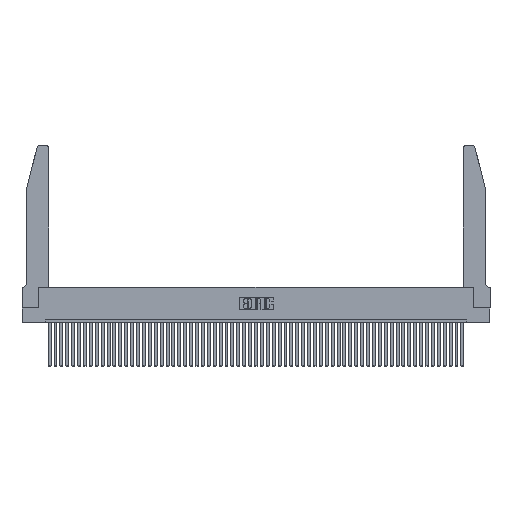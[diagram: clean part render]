
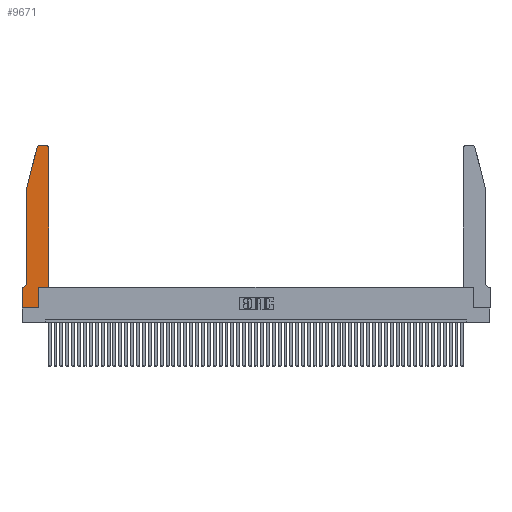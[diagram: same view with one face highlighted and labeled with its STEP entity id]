
A CAD part, top view. The second image highlights one B-rep face of the part: STEP entity #9671.
In plain terms, the highlighted planar face has unit normal (0, 0, 1).
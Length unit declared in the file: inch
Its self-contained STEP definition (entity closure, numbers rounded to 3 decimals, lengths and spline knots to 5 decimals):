
#394 = ORIENTED_EDGE ( 'NONE', *, *, #42743, .T. ) ;
#599 = VECTOR ( 'NONE', #7799, 39.37008 ) ;
#2243 = CARTESIAN_POINT ( 'NONE',  ( 0.25487, 2.72718, 0.37 ) ) ;
#2477 = CARTESIAN_POINT ( 'NONE',  ( 0.0755, 2., 0.37 ) ) ;
#2565 = VERTEX_POINT ( 'NONE', #25927 ) ;
#2696 = CARTESIAN_POINT ( 'NONE',  ( 0.4505, 0.35, 0.37 ) ) ;
#2828 = DIRECTION ( 'NONE',  ( 0., 0., 1. ) ) ;
#2896 = DIRECTION ( 'NONE',  ( 0., -1., 0. ) ) ;
#3478 = CARTESIAN_POINT ( 'NONE',  ( 0.4205, 2.72, 0.37 ) ) ;
#4109 = LINE ( 'NONE', #50201, #34658 ) ;
#4686 = AXIS2_PLACEMENT_3D ( 'NONE', #6478, #2828, #33145 ) ;
#4803 = CIRCLE ( 'NONE', #53996, 0.03 ) ;
#5206 = LINE ( 'NONE', #32739, #599 ) ;
#5433 = ORIENTED_EDGE ( 'NONE', *, *, #37358, .T. ) ;
#6478 = CARTESIAN_POINT ( 'NONE',  ( 0., 0.35, 0.37 ) ) ;
#7542 = CARTESIAN_POINT ( 'NONE',  ( 0.4505, 0.35, 0.37 ) ) ;
#7737 = DIRECTION ( 'NONE',  ( 1., 0., 0. ) ) ;
#7799 = DIRECTION ( 'NONE',  ( 0., 1., 0. ) ) ;
#9545 = VERTEX_POINT ( 'NONE', #19882 ) ;
#9671 = ADVANCED_FACE ( 'NONE', ( #14137 ), #19469, .T. ) ;
#10448 = ORIENTED_EDGE ( 'NONE', *, *, #40150, .T. ) ;
#11280 = DIRECTION ( 'NONE',  ( -1., 0., 0. ) ) ;
#11895 = DIRECTION ( 'NONE',  ( 0., 1., 0. ) ) ;
#12104 = LINE ( 'NONE', #30876, #25754 ) ;
#12640 = DIRECTION ( 'NONE',  ( -1., 0., 0. ) ) ;
#12821 = LINE ( 'NONE', #53378, #13382 ) ;
#12908 = ORIENTED_EDGE ( 'NONE', *, *, #15373, .T. ) ;
#13053 = CARTESIAN_POINT ( 'NONE',  ( 0.4205, 2.75, 0.37 ) ) ;
#13382 = VECTOR ( 'NONE', #28395, 39.37008 ) ;
#13914 = VECTOR ( 'NONE', #11895, 39.37008 ) ;
#14137 = FACE_OUTER_BOUND ( 'NONE', #25429, .T. ) ;
#14586 = VERTEX_POINT ( 'NONE', #27177 ) ;
#15372 = LINE ( 'NONE', #2696, #13914 ) ;
#15373 = EDGE_CURVE ( 'NONE', #49183, #32921, #36989, .T. ) ;
#15509 = VECTOR ( 'NONE', #11280, 39.37008 ) ;
#16317 = EDGE_CURVE ( 'NONE', #32921, #9545, #12104, .T. ) ;
#16950 = AXIS2_PLACEMENT_3D ( 'NONE', #3478, #36678, #45050 ) ;
#17773 = CARTESIAN_POINT ( 'NONE',  ( 0.284, 2.75, 0.37 ) ) ;
#19469 = PLANE ( 'NONE',  #4686 ) ;
#19781 = VERTEX_POINT ( 'NONE', #2243 ) ;
#19882 = CARTESIAN_POINT ( 'NONE',  ( 0., 0., 0.37 ) ) ;
#20086 = ORIENTED_EDGE ( 'NONE', *, *, #16317, .T. ) ;
#21144 = EDGE_CURVE ( 'NONE', #14586, #41645, #40719, .T. ) ;
#21243 = CIRCLE ( 'NONE', #16950, 0.03 ) ;
#21651 = ORIENTED_EDGE ( 'NONE', *, *, #42845, .T. ) ;
#22034 = DIRECTION ( 'NONE',  ( 1., 0., 0. ) ) ;
#22534 = ORIENTED_EDGE ( 'NONE', *, *, #21144, .T. ) ;
#24487 = CARTESIAN_POINT ( 'NONE',  ( 0., 0., 0.37 ) ) ;
#24519 = VECTOR ( 'NONE', #7737, 39.37008 ) ;
#25429 = EDGE_LOOP ( 'NONE', ( #33285, #10448, #26656, #394, #33874, #12908, #20086, #5433, #40361, #22534, #34357, #21651 ) ) ;
#25754 = VECTOR ( 'NONE', #43052, 39.37008 ) ;
#25790 = VERTEX_POINT ( 'NONE', #43517 ) ;
#25927 = CARTESIAN_POINT ( 'NONE',  ( 0.0755, 2., 0.37 ) ) ;
#26656 = ORIENTED_EDGE ( 'NONE', *, *, #49992, .T. ) ;
#27177 = CARTESIAN_POINT ( 'NONE',  ( 0.2865, 0.35, 0.37 ) ) ;
#27481 = CARTESIAN_POINT ( 'NONE',  ( 0.0755, 0.35, 0.37 ) ) ;
#28395 = DIRECTION ( 'NONE',  ( -0.239, -0.971, 0. ) ) ;
#30127 = VERTEX_POINT ( 'NONE', #17773 ) ;
#30426 = CARTESIAN_POINT ( 'NONE',  ( 0.284, 2.72, 0.37 ) ) ;
#30876 = CARTESIAN_POINT ( 'NONE',  ( 0., 0., 0.37 ) ) ;
#32739 = CARTESIAN_POINT ( 'NONE',  ( 0.2865, 0.35, 0.37 ) ) ;
#32921 = VERTEX_POINT ( 'NONE', #42615 ) ;
#33145 = DIRECTION ( 'NONE',  ( 1., 0., 0. ) ) ;
#33285 = ORIENTED_EDGE ( 'NONE', *, *, #51740, .T. ) ;
#33874 = ORIENTED_EDGE ( 'NONE', *, *, #47595, .T. ) ;
#34357 = ORIENTED_EDGE ( 'NONE', *, *, #42835, .T. ) ;
#34658 = VECTOR ( 'NONE', #12640, 39.37008 ) ;
#35223 = LINE ( 'NONE', #2477, #38425 ) ;
#36678 = DIRECTION ( 'NONE',  ( 0., 0., 1. ) ) ;
#36956 = CARTESIAN_POINT ( 'NONE',  ( 0.0055, 0.42, 0.37 ) ) ;
#36989 = LINE ( 'NONE', #27481, #15509 ) ;
#37358 = EDGE_CURVE ( 'NONE', #9545, #48624, #46264, .T. ) ;
#37845 = CARTESIAN_POINT ( 'NONE',  ( 0.0055, 0.35, 0.37 ) ) ;
#38368 = CIRCLE ( 'NONE', #47449, 0.07 ) ;
#38425 = VECTOR ( 'NONE', #2896, 39.37008 ) ;
#40150 = EDGE_CURVE ( 'NONE', #30127, #19781, #4803, .T. ) ;
#40361 = ORIENTED_EDGE ( 'NONE', *, *, #42278, .T. ) ;
#40719 = LINE ( 'NONE', #7542, #24519 ) ;
#41041 = VERTEX_POINT ( 'NONE', #51678 ) ;
#41185 = DIRECTION ( 'NONE',  ( 1., 0., 0. ) ) ;
#41645 = VERTEX_POINT ( 'NONE', #50921 ) ;
#42278 = EDGE_CURVE ( 'NONE', #48624, #14586, #5206, .T. ) ;
#42615 = CARTESIAN_POINT ( 'NONE',  ( 0., 0.35, 0.37 ) ) ;
#42743 = EDGE_CURVE ( 'NONE', #2565, #41041, #35223, .T. ) ;
#42835 = EDGE_CURVE ( 'NONE', #41645, #25790, #15372, .T. ) ;
#42845 = EDGE_CURVE ( 'NONE', #25790, #53172, #21243, .T. ) ;
#43052 = DIRECTION ( 'NONE',  ( 0., -1., 0. ) ) ;
#43517 = CARTESIAN_POINT ( 'NONE',  ( 0.4505, 2.72, 0.37 ) ) ;
#45050 = DIRECTION ( 'NONE',  ( 1., 0., 0. ) ) ;
#45355 = DIRECTION ( 'NONE',  ( 0., 0., -1. ) ) ;
#45682 = VECTOR ( 'NONE', #41185, 39.37008 ) ;
#46264 = LINE ( 'NONE', #24487, #45682 ) ;
#46635 = CARTESIAN_POINT ( 'NONE',  ( 0.2865, 0., 0.37 ) ) ;
#47005 = DIRECTION ( 'NONE',  ( 0., 0., 1. ) ) ;
#47449 = AXIS2_PLACEMENT_3D ( 'NONE', #36956, #45355, #53414 ) ;
#47595 = EDGE_CURVE ( 'NONE', #41041, #49183, #38368, .T. ) ;
#48624 = VERTEX_POINT ( 'NONE', #46635 ) ;
#49183 = VERTEX_POINT ( 'NONE', #37845 ) ;
#49992 = EDGE_CURVE ( 'NONE', #19781, #2565, #12821, .T. ) ;
#50201 = CARTESIAN_POINT ( 'NONE',  ( 0.2605, 2.75, 0.37 ) ) ;
#50921 = CARTESIAN_POINT ( 'NONE',  ( 0.4505, 0.35, 0.37 ) ) ;
#51678 = CARTESIAN_POINT ( 'NONE',  ( 0.0755, 0.42, 0.37 ) ) ;
#51740 = EDGE_CURVE ( 'NONE', #53172, #30127, #4109, .T. ) ;
#53172 = VERTEX_POINT ( 'NONE', #13053 ) ;
#53378 = CARTESIAN_POINT ( 'NONE',  ( 0.0755, 2., 0.37 ) ) ;
#53414 = DIRECTION ( 'NONE',  ( -1., 0., 0. ) ) ;
#53996 = AXIS2_PLACEMENT_3D ( 'NONE', #30426, #47005, #22034 ) ;
